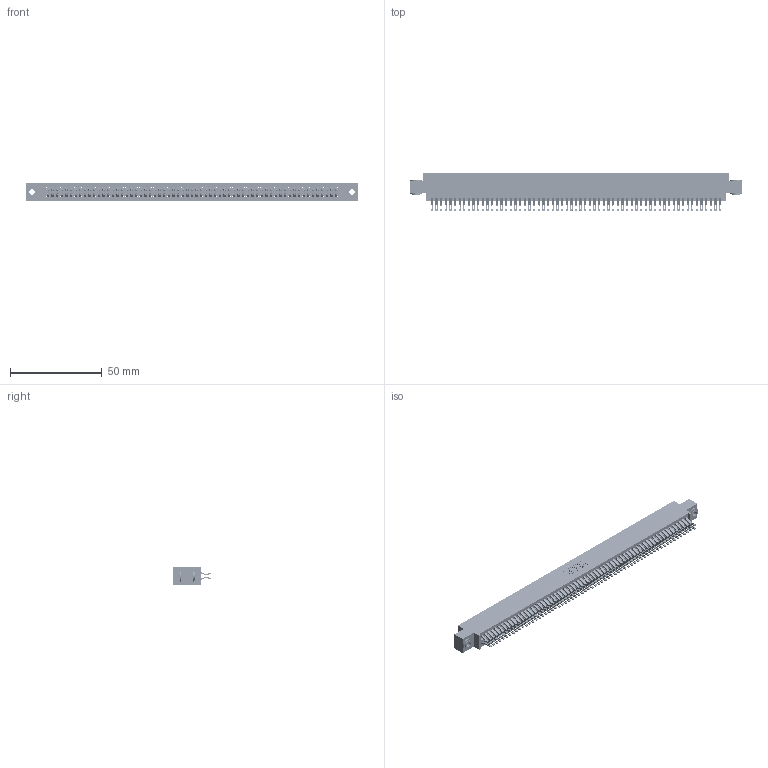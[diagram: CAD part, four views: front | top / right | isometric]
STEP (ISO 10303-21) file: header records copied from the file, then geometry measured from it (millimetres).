
FILE_DESCRIPTION (( 'STEP AP203' ), '1' );
FILE_NAME ('395-126-555-803.STEP', '2018-12-04T06:54:36', ( '' ), ( '' ), 'SwSTEP 2.0', 'SolidWorks 2016', '' );
FILE_SCHEMA (( 'CONFIG_CONTROL_DESIGN' ));
Length unit declared in the file: inch
Products named in the file (4): 345-292-001_555 Tail; 395-126-555-803; 345-250-002_345-250-002-102; 345 Part_0.170 Offset - 0.156 Dia-TH
Assembly tree (129 placements, depth 2):
  395-126-555-803
    345 Part_0.170 Offset - 0.156 Dia-TH
    345-292-001_555 Tail  x126
    345-250-002_345-250-002-102  x2
Bounding box: 181.23 x 21.13 x 9.4 mm (x, y, z)
Volume: 18071.2 mm3; surface area: 28738.5 mm2
Topology: 129 solids, 129 shells, 7224 faces, 22731 edges, 15150 vertices
Faces by surface type: plane 4000, cylinder 3216, cone 8
Entity records: 47712 total; most frequent: CARTESIAN_POINT 7989, ORIENTED_EDGE 7886, DIRECTION 7017, EDGE_CURVE 3943, VECTOR 3515, LINE 3515, VERTEX_POINT 2626, AXIS2_PLACEMENT_3D 1751
